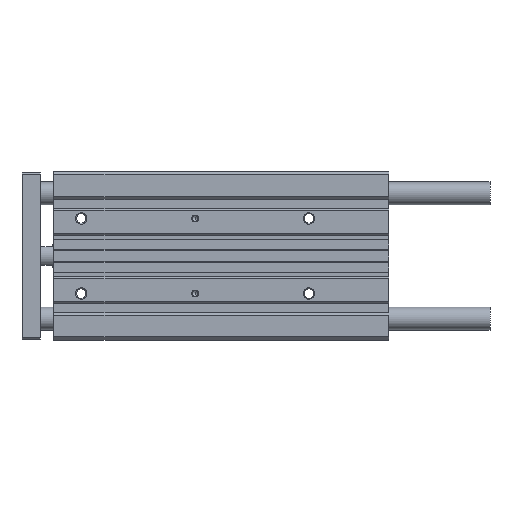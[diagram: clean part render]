
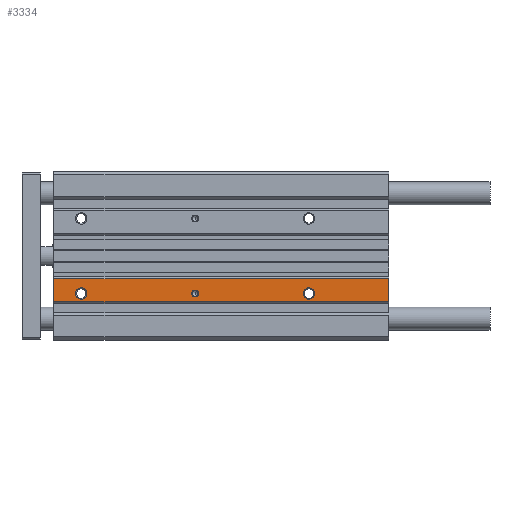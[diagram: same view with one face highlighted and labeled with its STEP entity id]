
A CAD part, front view. The second image highlights one B-rep face of the part: STEP entity #3334.
In plain terms, the highlighted planar face has unit normal (0, -1, 0).
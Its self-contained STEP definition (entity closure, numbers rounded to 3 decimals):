
#84 = VERTEX_POINT ( 'NONE', #6666 ) ;
#279 = DIRECTION ( 'NONE',  ( 0., 1., 0. ) ) ;
#295 = CARTESIAN_POINT ( 'NONE',  ( 24., -32., -28. ) ) ;
#401 = AXIS2_PLACEMENT_3D ( 'NONE', #4375, #8550, #8426 ) ;
#460 = EDGE_CURVE ( 'NONE', #5999, #84, #12502, .T. ) ;
#730 = VECTOR ( 'NONE', #12717, 1000. ) ;
#987 = CARTESIAN_POINT ( 'NONE',  ( 0., -32., -19.8 ) ) ;
#1011 = CARTESIAN_POINT ( 'NONE',  ( 294., -32., -40. ) ) ;
#1218 = EDGE_CURVE ( 'NONE', #10394, #7698, #12661, .T. ) ;
#1585 = VECTOR ( 'NONE', #7508, 1000. ) ;
#1699 = DIRECTION ( 'NONE',  ( -1., 0., 0. ) ) ;
#1942 = CARTESIAN_POINT ( 'NONE',  ( 24., -32., -33. ) ) ;
#2059 = CARTESIAN_POINT ( 'NONE',  ( 224., -32., -33. ) ) ;
#2084 = ORIENTED_EDGE ( 'NONE', *, *, #6891, .T. ) ;
#2085 = FACE_BOUND ( 'NONE', #4434, .T. ) ;
#2246 = CIRCLE ( 'NONE', #10713, 5. ) ;
#2515 = CARTESIAN_POINT ( 'NONE',  ( 24., -32., -33. ) ) ;
#2549 = CARTESIAN_POINT ( 'NONE',  ( 0., -32., -19.8 ) ) ;
#3139 = ORIENTED_EDGE ( 'NONE', *, *, #9747, .T. ) ;
#3275 = ORIENTED_EDGE ( 'NONE', *, *, #9524, .T. ) ;
#3334 = ADVANCED_FACE ( 'NONE', ( #4915, #10240, #2085, #13021 ), #8044, .T. ) ;
#3470 = EDGE_LOOP ( 'NONE', ( #10893, #10960, #13053, #12954 ) ) ;
#3760 = VECTOR ( 'NONE', #6466, 1000. ) ;
#3763 = CARTESIAN_POINT ( 'NONE',  ( 0., -32., -40. ) ) ;
#3850 = DIRECTION ( 'NONE',  ( 0., 1., 0. ) ) ;
#3865 = VERTEX_POINT ( 'NONE', #12402 ) ;
#3949 = LINE ( 'NONE', #987, #4952 ) ;
#4135 = CARTESIAN_POINT ( 'NONE',  ( 124., -32., -30. ) ) ;
#4375 = CARTESIAN_POINT ( 'NONE',  ( 124., -32., -33. ) ) ;
#4434 = EDGE_LOOP ( 'NONE', ( #9733, #7982 ) ) ;
#4550 = EDGE_CURVE ( 'NONE', #4682, #5999, #3949, .T. ) ;
#4614 = VERTEX_POINT ( 'NONE', #295 ) ;
#4682 = VERTEX_POINT ( 'NONE', #5508 ) ;
#4844 = AXIS2_PLACEMENT_3D ( 'NONE', #8773, #9706, #9840 ) ;
#4915 = FACE_OUTER_BOUND ( 'NONE', #3470, .T. ) ;
#4952 = VECTOR ( 'NONE', #1699, 1000. ) ;
#5053 = CARTESIAN_POINT ( 'NONE',  ( 0., -32., -40. ) ) ;
#5164 = DIRECTION ( 'NONE',  ( 0., 0., -1. ) ) ;
#5365 = AXIS2_PLACEMENT_3D ( 'NONE', #7034, #8097, #5164 ) ;
#5508 = CARTESIAN_POINT ( 'NONE',  ( 294., -32., -19.8 ) ) ;
#5528 = CARTESIAN_POINT ( 'NONE',  ( 124., -32., -36. ) ) ;
#5999 = VERTEX_POINT ( 'NONE', #2549 ) ;
#6092 = DIRECTION ( 'NONE',  ( 0., 0., -1. ) ) ;
#6288 = CARTESIAN_POINT ( 'NONE',  ( 224., -32., -28. ) ) ;
#6466 = DIRECTION ( 'NONE',  ( 0., 0., -1. ) ) ;
#6500 = EDGE_CURVE ( 'NONE', #12135, #4682, #7634, .T. ) ;
#6663 = CARTESIAN_POINT ( 'NONE',  ( 224., -32., -38. ) ) ;
#6666 = CARTESIAN_POINT ( 'NONE',  ( 0., -32., -40. ) ) ;
#6891 = EDGE_CURVE ( 'NONE', #12289, #8845, #7688, .T. ) ;
#6942 = AXIS2_PLACEMENT_3D ( 'NONE', #1942, #3850, #6974 ) ;
#6974 = DIRECTION ( 'NONE',  ( 0., 0., -1. ) ) ;
#7034 = CARTESIAN_POINT ( 'NONE',  ( 224., -32., -33. ) ) ;
#7056 = EDGE_CURVE ( 'NONE', #12135, #84, #9737, .T. ) ;
#7508 = DIRECTION ( 'NONE',  ( 0., 0., 1. ) ) ;
#7551 = DIRECTION ( 'NONE',  ( 0., 0., -1. ) ) ;
#7634 = LINE ( 'NONE', #8443, #1585 ) ;
#7688 = CIRCLE ( 'NONE', #5365, 5. ) ;
#7698 = VERTEX_POINT ( 'NONE', #4135 ) ;
#7982 = ORIENTED_EDGE ( 'NONE', *, *, #9212, .T. ) ;
#8014 = CIRCLE ( 'NONE', #401, 3. ) ;
#8044 = PLANE ( 'NONE',  #11321 ) ;
#8097 = DIRECTION ( 'NONE',  ( 0., 1., 0. ) ) ;
#8155 = DIRECTION ( 'NONE',  ( 0., 1., 0. ) ) ;
#8203 = EDGE_CURVE ( 'NONE', #3865, #4614, #2246, .T. ) ;
#8426 = DIRECTION ( 'NONE',  ( 0., 0., -1. ) ) ;
#8443 = CARTESIAN_POINT ( 'NONE',  ( 294., -32., -40. ) ) ;
#8550 = DIRECTION ( 'NONE',  ( 0., 1., 0. ) ) ;
#8773 = CARTESIAN_POINT ( 'NONE',  ( 124., -32., -33. ) ) ;
#8845 = VERTEX_POINT ( 'NONE', #6663 ) ;
#8876 = CIRCLE ( 'NONE', #11005, 5. ) ;
#8887 = ORIENTED_EDGE ( 'NONE', *, *, #1218, .T. ) ;
#9112 = DIRECTION ( 'NONE',  ( 0., -1., 0. ) ) ;
#9212 = EDGE_CURVE ( 'NONE', #4614, #3865, #12653, .T. ) ;
#9524 = EDGE_CURVE ( 'NONE', #7698, #10394, #8014, .T. ) ;
#9706 = DIRECTION ( 'NONE',  ( 0., 1., 0. ) ) ;
#9715 = CARTESIAN_POINT ( 'NONE',  ( 0., -32., -40. ) ) ;
#9733 = ORIENTED_EDGE ( 'NONE', *, *, #8203, .T. ) ;
#9737 = LINE ( 'NONE', #3763, #730 ) ;
#9747 = EDGE_CURVE ( 'NONE', #8845, #12289, #8876, .T. ) ;
#9840 = DIRECTION ( 'NONE',  ( 0., 0., -1. ) ) ;
#10240 = FACE_BOUND ( 'NONE', #12272, .T. ) ;
#10394 = VERTEX_POINT ( 'NONE', #5528 ) ;
#10713 = AXIS2_PLACEMENT_3D ( 'NONE', #2515, #279, #7551 ) ;
#10893 = ORIENTED_EDGE ( 'NONE', *, *, #460, .T. ) ;
#10960 = ORIENTED_EDGE ( 'NONE', *, *, #7056, .F. ) ;
#11005 = AXIS2_PLACEMENT_3D ( 'NONE', #2059, #8155, #6092 ) ;
#11321 = AXIS2_PLACEMENT_3D ( 'NONE', #5053, #9112, #12957 ) ;
#11539 = EDGE_LOOP ( 'NONE', ( #8887, #3275 ) ) ;
#12135 = VERTEX_POINT ( 'NONE', #1011 ) ;
#12272 = EDGE_LOOP ( 'NONE', ( #3139, #2084 ) ) ;
#12289 = VERTEX_POINT ( 'NONE', #6288 ) ;
#12402 = CARTESIAN_POINT ( 'NONE',  ( 24., -32., -38. ) ) ;
#12502 = LINE ( 'NONE', #9715, #3760 ) ;
#12653 = CIRCLE ( 'NONE', #6942, 5. ) ;
#12661 = CIRCLE ( 'NONE', #4844, 3. ) ;
#12717 = DIRECTION ( 'NONE',  ( -1., 0., 0. ) ) ;
#12954 = ORIENTED_EDGE ( 'NONE', *, *, #4550, .T. ) ;
#12957 = DIRECTION ( 'NONE',  ( 0., 0., -1. ) ) ;
#13021 = FACE_BOUND ( 'NONE', #11539, .T. ) ;
#13053 = ORIENTED_EDGE ( 'NONE', *, *, #6500, .T. ) ;
